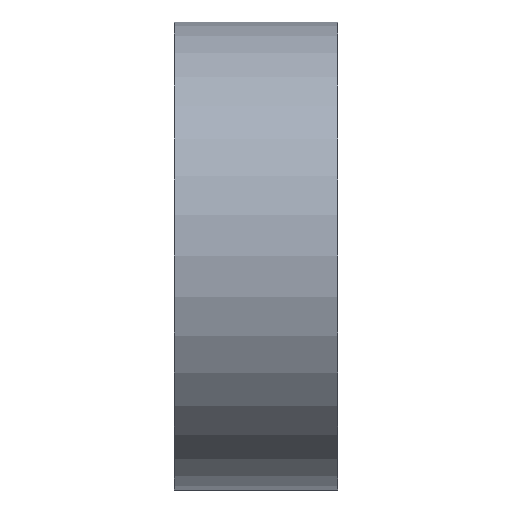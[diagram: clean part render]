
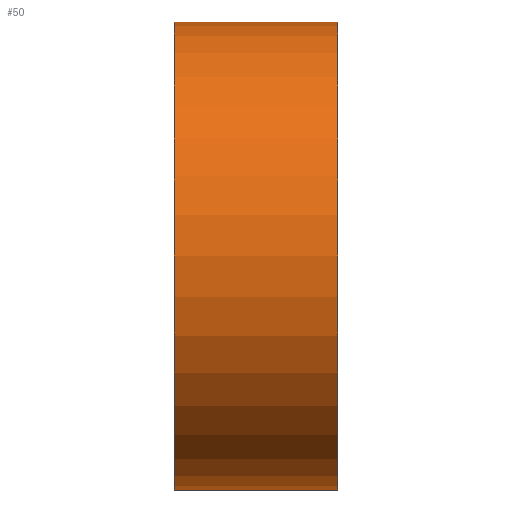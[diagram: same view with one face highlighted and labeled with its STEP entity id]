
A CAD part, left-side view. The second image highlights one B-rep face of the part: STEP entity #50.
In plain terms, the highlighted cylindrical face has radius 10 mm (diameter 20 mm), a partial arc.
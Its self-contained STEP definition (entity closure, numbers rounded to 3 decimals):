
#3 = AXIS2_PLACEMENT_3D ( 'NONE', #256, #548, #458 ) ;
#17 = VECTOR ( 'NONE', #430, 1000. ) ;
#26 = CARTESIAN_POINT ( 'NONE',  ( 0., 7., 0. ) ) ;
#28 = DIRECTION ( 'NONE',  ( 0., 0., 1. ) ) ;
#50 = ADVANCED_FACE ( 'NONE', ( #159 ), #552, .T. ) ;
#51 = VERTEX_POINT ( 'NONE', #162 ) ;
#78 = EDGE_LOOP ( 'NONE', ( #384, #471, #428, #431 ) ) ;
#138 = CIRCLE ( 'NONE', #627, 10. ) ;
#156 = VERTEX_POINT ( 'NONE', #247 ) ;
#159 = FACE_OUTER_BOUND ( 'NONE', #78, .T. ) ;
#162 = CARTESIAN_POINT ( 'NONE',  ( 0., 0., -10. ) ) ;
#170 = CARTESIAN_POINT ( 'NONE',  ( 0., 0., 10. ) ) ;
#184 = VECTOR ( 'NONE', #374, 1000. ) ;
#188 = CARTESIAN_POINT ( 'NONE',  ( 0., 7., -10. ) ) ;
#229 = CARTESIAN_POINT ( 'NONE',  ( 0., 7., -10. ) ) ;
#235 = LINE ( 'NONE', #229, #17 ) ;
#247 = CARTESIAN_POINT ( 'NONE',  ( 0., 7., 10. ) ) ;
#256 = CARTESIAN_POINT ( 'NONE',  ( 0., 7., 0. ) ) ;
#282 = LINE ( 'NONE', #328, #184 ) ;
#328 = CARTESIAN_POINT ( 'NONE',  ( 0., 7., 10. ) ) ;
#374 = DIRECTION ( 'NONE',  ( 0., -1., 0. ) ) ;
#384 = ORIENTED_EDGE ( 'NONE', *, *, #545, .F. ) ;
#428 = ORIENTED_EDGE ( 'NONE', *, *, #539, .T. ) ;
#430 = DIRECTION ( 'NONE',  ( 0., -1., 0. ) ) ;
#431 = ORIENTED_EDGE ( 'NONE', *, *, #461, .T. ) ;
#451 = VERTEX_POINT ( 'NONE', #170 ) ;
#458 = DIRECTION ( 'NONE',  ( 0., 0., -1. ) ) ;
#461 = EDGE_CURVE ( 'NONE', #51, #451, #138, .T. ) ;
#466 = DIRECTION ( 'NONE',  ( 0., 1., 0. ) ) ;
#471 = ORIENTED_EDGE ( 'NONE', *, *, #555, .F. ) ;
#473 = DIRECTION ( 'NONE',  ( 0., 1., 0. ) ) ;
#517 = DIRECTION ( 'NONE',  ( 0., 0., 1. ) ) ;
#524 = VERTEX_POINT ( 'NONE', #188 ) ;
#539 = EDGE_CURVE ( 'NONE', #524, #51, #235, .T. ) ;
#541 = CIRCLE ( 'NONE', #621, 10. ) ;
#545 = EDGE_CURVE ( 'NONE', #156, #451, #282, .T. ) ;
#548 = DIRECTION ( 'NONE',  ( 0., -1., 0. ) ) ;
#552 = CYLINDRICAL_SURFACE ( 'NONE', #3, 10. ) ;
#555 = EDGE_CURVE ( 'NONE', #524, #156, #541, .T. ) ;
#561 = CARTESIAN_POINT ( 'NONE',  ( 0., 0., 0. ) ) ;
#621 = AXIS2_PLACEMENT_3D ( 'NONE', #26, #473, #517 ) ;
#627 = AXIS2_PLACEMENT_3D ( 'NONE', #561, #466, #28 ) ;
